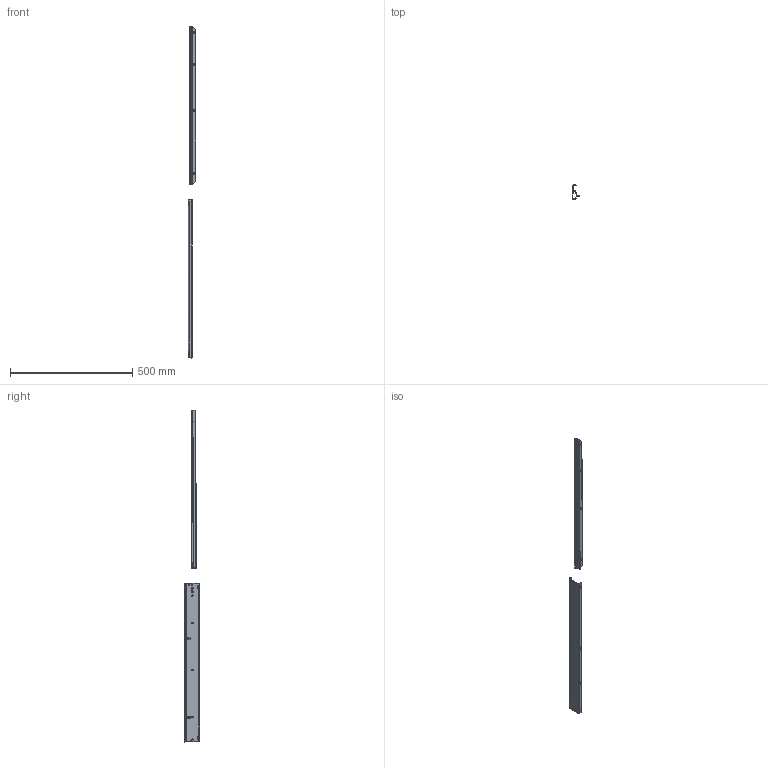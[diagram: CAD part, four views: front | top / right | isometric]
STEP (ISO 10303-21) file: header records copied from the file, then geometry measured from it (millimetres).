
FILE_DESCRIPTION (( 'STEP AP214' ), '1' );
FILE_NAME ('FR_791_SCC_OE.0650mm_26inch_open_left.STEP', '2022-11-17T15:34:09', ( '' ), ( '' ), 'SwSTEP 2.0', 'SolidWorks 2020', '' );
FILE_SCHEMA (( 'AUTOMOTIVE_DESIGN' ));
Length unit declared in the file: millimetre
Products named in the file (5): CS# 785.XXX-01.0000_NL 650; FR_791_SCC_OE.0650mm_26inch_open_left; CS# 786.XXX-03.S047_NL 650
Assembly tree (4 placements, depth 3):
  FR_791_SCC_OE.0650mm_26inch_open_left
    CS# 785.XXX-01.0000_NL 650
      CS# 785.XXX-01.0000_NL 650
    CS# 786.XXX-03.S047_NL 650
      CS# 786.XXX-03.S047_NL 650
Bounding box: 31.5 x 62.5 x 1360 mm (x, y, z)
Volume: 128191.8 mm3; surface area: 176625.9 mm2
Topology: 2 solids, 2 shells, 926 faces, 2411 edges, 1522 vertices
Faces by surface type: plane 431, bspline 237, cylinder 194, cone 59, sphere 5
Entity records: 46161 total; most frequent: CARTESIAN_POINT 20767, ORIENTED_EDGE 4802, DIRECTION 3493, EDGE_CURVE 2401, VERTEX_POINT 1522, VECTOR 1293, LINE 1293, AXIS2_PLACEMENT_3D 1100
